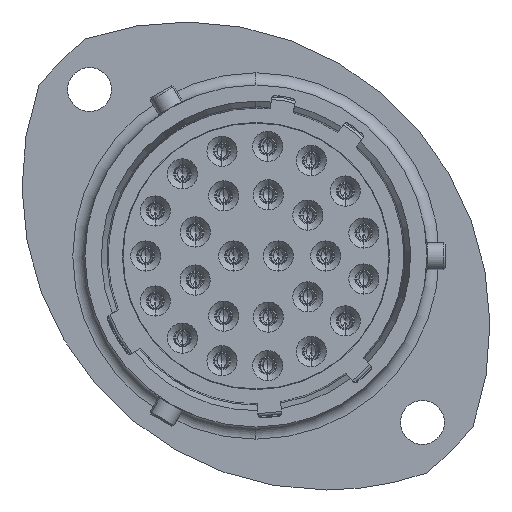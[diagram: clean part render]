
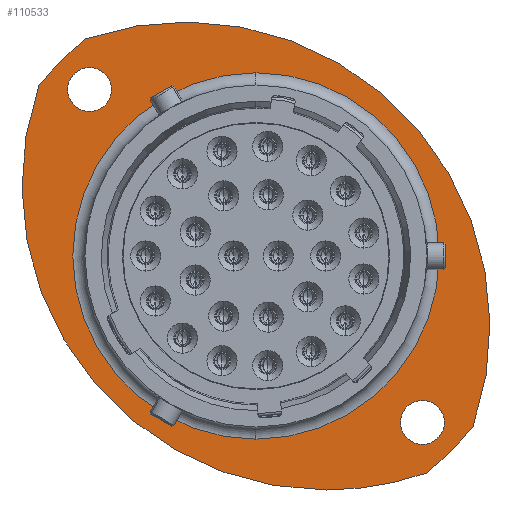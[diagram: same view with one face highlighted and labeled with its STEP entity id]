
A CAD part, left-side view. The second image highlights one B-rep face of the part: STEP entity #110533.
In plain terms, the highlighted planar face has unit normal (-1, 0, 0).
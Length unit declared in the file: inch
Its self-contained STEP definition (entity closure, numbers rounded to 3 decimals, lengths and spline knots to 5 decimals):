
#498 = AXIS2_PLACEMENT_3D ( 'NONE', #113481, #52116, #123735 ) ;
#2612 = EDGE_CURVE ( 'NONE', #94628, #121565, #71936, .T. ) ;
#7393 = CARTESIAN_POINT ( 'NONE',  ( 0.62913, 0., 0. ) ) ;
#8393 = EDGE_CURVE ( 'NONE', #27043, #91211, #65298, .T. ) ;
#9909 = CARTESIAN_POINT ( 'NONE',  ( 0.62913, 0.4844, 0.4844 ) ) ;
#10546 = ORIENTED_EDGE ( 'NONE', *, *, #22186, .F. ) ;
#16451 = EDGE_CURVE ( 'NONE', #125523, #65045, #22034, .T. ) ;
#17407 = DIRECTION ( 'NONE',  ( -1., 0., 0. ) ) ;
#17423 = CARTESIAN_POINT ( 'NONE',  ( 0.62913, -0.63209, -0.49549 ) ) ;
#17689 = DIRECTION ( 'NONE',  ( 0., 0., -1. ) ) ;
#19469 = AXIS2_PLACEMENT_3D ( 'NONE', #108372, #46982, #118736 ) ;
#20204 = DIRECTION ( 'NONE',  ( 0., 0., -1. ) ) ;
#20311 = CARTESIAN_POINT ( 'NONE',  ( 0.62913, 0.4844, 0.4844 ) ) ;
#20574 = EDGE_CURVE ( 'NONE', #35911, #33682, #73394, .T. ) ;
#20722 = EDGE_LOOP ( 'NONE', ( #124794, #60634 ) ) ;
#21655 = CARTESIAN_POINT ( 'NONE',  ( 0.62913, -0.4844, -0.42042 ) ) ;
#22034 = CIRCLE ( 'NONE', #108689, 0.53327 ) ;
#22104 = CARTESIAN_POINT ( 'NONE',  ( 0.62913, 0., 0. ) ) ;
#22186 = EDGE_CURVE ( 'NONE', #37085, #51237, #112316, .T. ) ;
#26052 = AXIS2_PLACEMENT_3D ( 'NONE', #9909, #81621, #20204 ) ;
#26488 = EDGE_CURVE ( 'NONE', #121565, #35911, #88474, .T. ) ;
#27043 = VERTEX_POINT ( 'NONE', #68394 ) ;
#28847 = CARTESIAN_POINT ( 'NONE',  ( 0.62913, 0.20462, -0.20462 ) ) ;
#30472 = CIRCLE ( 'NONE', #79015, 0.53327 ) ;
#30634 = DIRECTION ( 'NONE',  ( 0., 0., -1. ) ) ;
#32121 = VERTEX_POINT ( 'NONE', #108062 ) ;
#32431 = DIRECTION ( 'NONE',  ( 0., 0., -1. ) ) ;
#32478 = ORIENTED_EDGE ( 'NONE', *, *, #34951, .F. ) ;
#33368 = DIRECTION ( 'NONE',  ( 1., 0., 0. ) ) ;
#33682 = VERTEX_POINT ( 'NONE', #17423 ) ;
#34951 = EDGE_CURVE ( 'NONE', #51237, #37085, #38086, .T. ) ;
#35521 = EDGE_LOOP ( 'NONE', ( #10546, #32478 ) ) ;
#35911 = VERTEX_POINT ( 'NONE', #97743 ) ;
#36001 = AXIS2_PLACEMENT_3D ( 'NONE', #20311, #92099, #30634 ) ;
#37085 = VERTEX_POINT ( 'NONE', #110812 ) ;
#38086 = CIRCLE ( 'NONE', #26052, 0.06398 ) ;
#38710 = CARTESIAN_POINT ( 'NONE',  ( 0.62913, -0.4844, -0.4844 ) ) ;
#39147 = DIRECTION ( 'NONE',  ( 0., 0., -1. ) ) ;
#40420 = CARTESIAN_POINT ( 'NONE',  ( 0.62913, -0.4844, -0.4844 ) ) ;
#40803 = EDGE_CURVE ( 'NONE', #33682, #32121, #80145, .T. ) ;
#42198 = ORIENTED_EDGE ( 'NONE', *, *, #2612, .T. ) ;
#44180 = FACE_BOUND ( 'NONE', #66186, .T. ) ;
#46982 = DIRECTION ( 'NONE',  ( -1., 0., 0. ) ) ;
#48982 = DIRECTION ( 'NONE',  ( 0., 0., -1. ) ) ;
#49254 = ORIENTED_EDGE ( 'NONE', *, *, #8393, .F. ) ;
#50779 = DIRECTION ( 'NONE',  ( 0., 0., -1. ) ) ;
#51237 = VERTEX_POINT ( 'NONE', #113420 ) ;
#52116 = DIRECTION ( 'NONE',  ( -1., 0., 0. ) ) ;
#54195 = CIRCLE ( 'NONE', #60883, 0.06398 ) ;
#60634 = ORIENTED_EDGE ( 'NONE', *, *, #111919, .T. ) ;
#60706 = DIRECTION ( 'NONE',  ( -1., 0., 0. ) ) ;
#60883 = AXIS2_PLACEMENT_3D ( 'NONE', #40420, #112065, #50779 ) ;
#64084 = AXIS2_PLACEMENT_3D ( 'NONE', #122059, #60706, #132436 ) ;
#65045 = VERTEX_POINT ( 'NONE', #91778 ) ;
#65298 = CIRCLE ( 'NONE', #102255, 0.06398 ) ;
#66186 = EDGE_LOOP ( 'NONE', ( #49254, #73844 ) ) ;
#67571 = AXIS2_PLACEMENT_3D ( 'NONE', #94740, #33368, #105019 ) ;
#68081 = ORIENTED_EDGE ( 'NONE', *, *, #93680, .T. ) ;
#68394 = CARTESIAN_POINT ( 'NONE',  ( 0.62913, -0.4844, -0.54837 ) ) ;
#71936 = CIRCLE ( 'NONE', #498, 0.88583 ) ;
#73394 = CIRCLE ( 'NONE', #64084, 0.80315 ) ;
#73844 = ORIENTED_EDGE ( 'NONE', *, *, #94969, .F. ) ;
#78915 = CARTESIAN_POINT ( 'NONE',  ( 0.62913, -0.20462, 0.20462 ) ) ;
#79015 = AXIS2_PLACEMENT_3D ( 'NONE', #7393, #79217, #17689 ) ;
#79217 = DIRECTION ( 'NONE',  ( 1., 0., 0. ) ) ;
#80145 = CIRCLE ( 'NONE', #110988, 0.88583 ) ;
#81621 = DIRECTION ( 'NONE',  ( -1., 0., 0. ) ) ;
#87265 = EDGE_LOOP ( 'NONE', ( #42198, #130575, #126726, #123783, #68081 ) ) ;
#88474 = CIRCLE ( 'NONE', #119844, 0.88583 ) ;
#89204 = DIRECTION ( 'NONE',  ( 0., 0., -1. ) ) ;
#91211 = VERTEX_POINT ( 'NONE', #21655 ) ;
#91778 = CARTESIAN_POINT ( 'NONE',  ( 0.62913, 0., 0.53327 ) ) ;
#92099 = DIRECTION ( 'NONE',  ( -1., 0., 0. ) ) ;
#93680 = EDGE_CURVE ( 'NONE', #32121, #94628, #118980, .T. ) ;
#93850 = DIRECTION ( 'NONE',  ( 1., 0., 0. ) ) ;
#94628 = VERTEX_POINT ( 'NONE', #117607 ) ;
#94740 = CARTESIAN_POINT ( 'NONE',  ( 0.62913, 0.49783, 0. ) ) ;
#94969 = EDGE_CURVE ( 'NONE', #91211, #27043, #54195, .T. ) ;
#95483 = FACE_OUTER_BOUND ( 'NONE', #87265, .T. ) ;
#97743 = CARTESIAN_POINT ( 'NONE',  ( 0.62913, -0.49549, -0.63209 ) ) ;
#98700 = FACE_BOUND ( 'NONE', #35521, .T. ) ;
#100495 = DIRECTION ( 'NONE',  ( -1., 0., 0. ) ) ;
#102255 = AXIS2_PLACEMENT_3D ( 'NONE', #38710, #110305, #48982 ) ;
#104579 = PLANE ( 'NONE',  #67571 ) ;
#105019 = DIRECTION ( 'NONE',  ( 0., 0., -1. ) ) ;
#108062 = CARTESIAN_POINT ( 'NONE',  ( 0.62913, 0.49549, 0.63209 ) ) ;
#108372 = CARTESIAN_POINT ( 'NONE',  ( 0.62913, 0., 0. ) ) ;
#108689 = AXIS2_PLACEMENT_3D ( 'NONE', #22104, #93850, #32431 ) ;
#110305 = DIRECTION ( 'NONE',  ( -1., 0., 0. ) ) ;
#110533 = ADVANCED_FACE ( 'NONE', ( #44180, #122721, #98700, #95483 ), #104579, .F. ) ;
#110812 = CARTESIAN_POINT ( 'NONE',  ( 0.62913, 0.4844, 0.42042 ) ) ;
#110988 = AXIS2_PLACEMENT_3D ( 'NONE', #28847, #100495, #39147 ) ;
#111919 = EDGE_CURVE ( 'NONE', #65045, #125523, #30472, .T. ) ;
#112065 = DIRECTION ( 'NONE',  ( -1., 0., 0. ) ) ;
#112316 = CIRCLE ( 'NONE', #36001, 0.06398 ) ;
#113420 = CARTESIAN_POINT ( 'NONE',  ( 0.62913, 0.4844, 0.54837 ) ) ;
#113481 = CARTESIAN_POINT ( 'NONE',  ( 0.62913, -0.20462, 0.20462 ) ) ;
#113681 = CARTESIAN_POINT ( 'NONE',  ( 0.62913, 0., -0.53327 ) ) ;
#117607 = CARTESIAN_POINT ( 'NONE',  ( 0.62913, 0.63209, 0.49549 ) ) ;
#118736 = DIRECTION ( 'NONE',  ( 0., 0., 1. ) ) ;
#118980 = CIRCLE ( 'NONE', #19469, 0.80315 ) ;
#119844 = AXIS2_PLACEMENT_3D ( 'NONE', #78915, #17407, #89204 ) ;
#121565 = VERTEX_POINT ( 'NONE', #128609 ) ;
#122059 = CARTESIAN_POINT ( 'NONE',  ( 0.62913, 0., 0. ) ) ;
#122721 = FACE_BOUND ( 'NONE', #20722, .T. ) ;
#123735 = DIRECTION ( 'NONE',  ( 0., 0., -1. ) ) ;
#123783 = ORIENTED_EDGE ( 'NONE', *, *, #40803, .T. ) ;
#124794 = ORIENTED_EDGE ( 'NONE', *, *, #16451, .T. ) ;
#125523 = VERTEX_POINT ( 'NONE', #113681 ) ;
#126726 = ORIENTED_EDGE ( 'NONE', *, *, #20574, .T. ) ;
#128609 = CARTESIAN_POINT ( 'NONE',  ( 0.62913, -0.20462, -0.68121 ) ) ;
#130575 = ORIENTED_EDGE ( 'NONE', *, *, #26488, .T. ) ;
#132436 = DIRECTION ( 'NONE',  ( 0., 0., 1. ) ) ;
